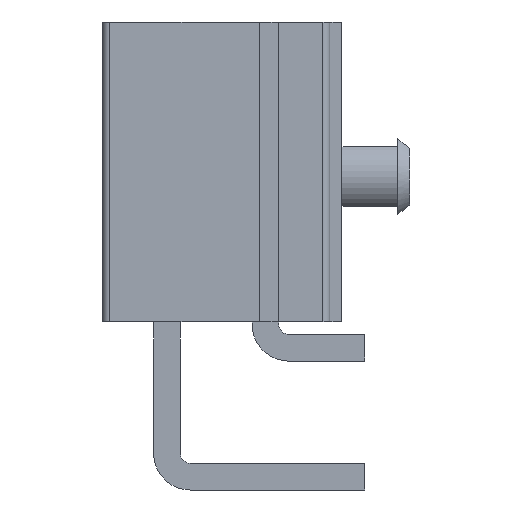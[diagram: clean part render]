
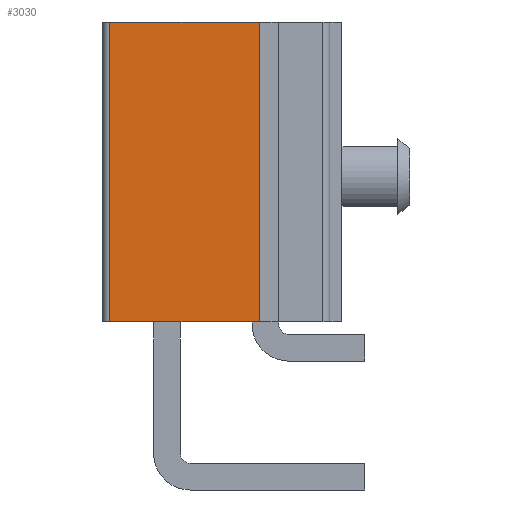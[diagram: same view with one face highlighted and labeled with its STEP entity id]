
A CAD part, left-side view. The second image highlights one B-rep face of the part: STEP entity #3030.
In plain terms, the highlighted planar face has unit normal (-1, 0, 0).
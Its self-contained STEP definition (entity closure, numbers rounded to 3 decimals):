
#39 = VERTEX_POINT ( 'NONE', #1341 ) ;
#40 = VERTEX_POINT ( 'NONE', #1342 ) ;
#52 = VERTEX_POINT ( 'NONE', #1352 ) ;
#60 = VERTEX_POINT ( 'NONE', #1358 ) ;
#198 = ORIENTED_EDGE ( 'NONE', *, *, #2539, .F. ) ;
#208 = ORIENTED_EDGE ( 'NONE', *, *, #2612, .T. ) ;
#228 = ORIENTED_EDGE ( 'NONE', *, *, #2614, .T. ) ;
#261 = EDGE_LOOP ( 'NONE', ( #198, #228, #282, #208 ) ) ;
#282 = ORIENTED_EDGE ( 'NONE', *, *, #2579, .T. ) ;
#655 = CARTESIAN_POINT ( 'NONE',  ( -4.5, 3.5, 0. ) ) ;
#658 = DIRECTION ( 'NONE',  ( 0., -1., 0. ) ) ;
#1341 = CARTESIAN_POINT ( 'NONE',  ( -4.5, 9.9, 0. ) ) ;
#1342 = CARTESIAN_POINT ( 'NONE',  ( -4.5, 3.5, -12.8 ) ) ;
#1352 = CARTESIAN_POINT ( 'NONE',  ( -4.5, 9.9, -12.8 ) ) ;
#1358 = CARTESIAN_POINT ( 'NONE',  ( -4.5, 3.5, 0. ) ) ;
#1638 = CARTESIAN_POINT ( 'NONE',  ( -4.5, 3.5, -12.8 ) ) ;
#1644 = DIRECTION ( 'NONE',  ( 0., -1., 0. ) ) ;
#1713 = CARTESIAN_POINT ( 'NONE',  ( -4.5, 3.5, -12.8 ) ) ;
#1714 = DIRECTION ( 'NONE',  ( 0., 0., 1. ) ) ;
#1717 = CARTESIAN_POINT ( 'NONE',  ( -4.5, 9.9, -12.8 ) ) ;
#1718 = DIRECTION ( 'NONE',  ( 0., 0., -1. ) ) ;
#1835 = PLANE ( 'NONE',  #2060 ) ;
#1838 = CARTESIAN_POINT ( 'NONE',  ( -4.5, 3.5, -12.8 ) ) ;
#1844 = DIRECTION ( 'NONE',  ( -1., 0., 0. ) ) ;
#1845 = DIRECTION ( 'NONE',  ( 0., 0., 1. ) ) ;
#2060 = AXIS2_PLACEMENT_3D ( 'NONE', #1838, #1844, #1845 ) ;
#2247 = LINE ( 'NONE', #655, #2254 ) ;
#2254 = VECTOR ( 'NONE', #658, 1000. ) ;
#2320 = VECTOR ( 'NONE', #1644, 1000. ) ;
#2322 = LINE ( 'NONE', #1638, #2320 ) ;
#2386 = LINE ( 'NONE', #1713, #2387 ) ;
#2387 = VECTOR ( 'NONE', #1714, 1000. ) ;
#2390 = LINE ( 'NONE', #1717, #2391 ) ;
#2391 = VECTOR ( 'NONE', #1718, 1000. ) ;
#2539 = EDGE_CURVE ( 'NONE', #39, #60, #2247, .T. ) ;
#2579 = EDGE_CURVE ( 'NONE', #52, #40, #2322, .T. ) ;
#2612 = EDGE_CURVE ( 'NONE', #40, #60, #2386, .T. ) ;
#2614 = EDGE_CURVE ( 'NONE', #39, #52, #2390, .T. ) ;
#2651 = FACE_OUTER_BOUND ( 'NONE', #261, .T. ) ;
#3030 = ADVANCED_FACE ( 'NONE', ( #2651 ), #1835, .T. ) ;
